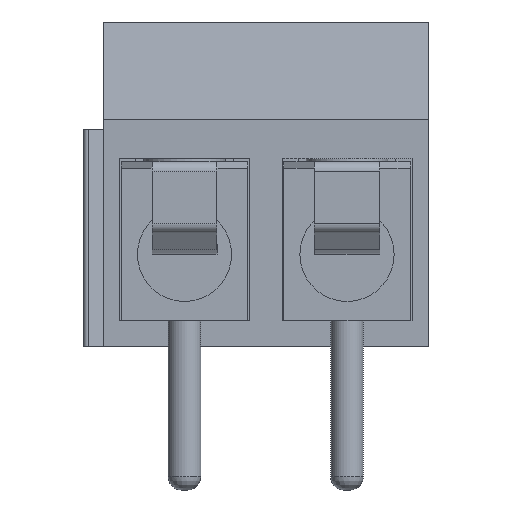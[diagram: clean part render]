
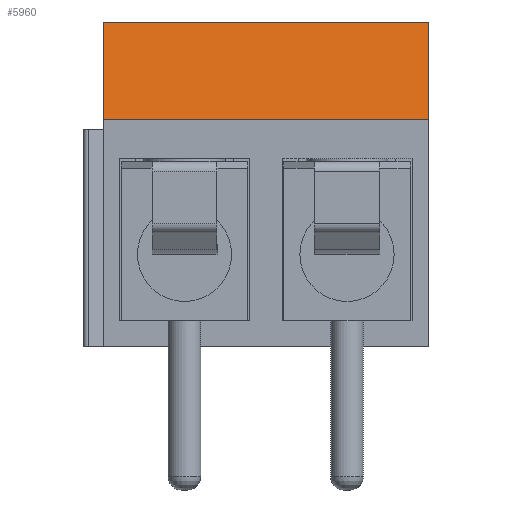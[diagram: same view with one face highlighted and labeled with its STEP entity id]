
A CAD part, front view. The second image highlights one B-rep face of the part: STEP entity #5960.
In plain terms, the highlighted planar face has unit normal (0, -0.981, 0.196).
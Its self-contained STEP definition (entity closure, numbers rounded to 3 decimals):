
#2214 = PLANE('',#2215);
#2215 = AXIS2_PLACEMENT_3D('',#2216,#2217,#2218);
#2216 = CARTESIAN_POINT('',(5.,-3.1,0.));
#2217 = DIRECTION('',(-0.,-1.,0.));
#2218 = DIRECTION('',(0.,0.,1.));
#3859 = VERTEX_POINT('',#3860);
#3860 = CARTESIAN_POINT('',(5.,-3.1,7.));
#3874 = PLANE('',#3875);
#3875 = AXIS2_PLACEMENT_3D('',#3876,#3877,#3878);
#3876 = CARTESIAN_POINT('',(5.,0.,0.));
#3877 = DIRECTION('',(-1.,0.,0.));
#3878 = DIRECTION('',(0.,0.,-1.));
#3886 = EDGE_CURVE('',#3859,#3887,#3889,.T.);
#3887 = VERTEX_POINT('',#3888);
#3888 = CARTESIAN_POINT('',(-5.,-3.1,7.));
#3889 = SURFACE_CURVE('',#3890,(#3894,#3901),.PCURVE_S1.);
#3890 = LINE('',#3891,#3892);
#3891 = CARTESIAN_POINT('',(5.,-3.1,7.));
#3892 = VECTOR('',#3893,1.);
#3893 = DIRECTION('',(-1.,0.,0.));
#3894 = PCURVE('',#2214,#3895);
#3895 = DEFINITIONAL_REPRESENTATION('',(#3896),#3900);
#3896 = LINE('',#3897,#3898);
#3897 = CARTESIAN_POINT('',(7.,0.));
#3898 = VECTOR('',#3899,1.);
#3899 = DIRECTION('',(0.,1.));
#3900 = ( GEOMETRIC_REPRESENTATION_CONTEXT(2) 
PARAMETRIC_REPRESENTATION_CONTEXT() REPRESENTATION_CONTEXT('2D SPACE',''
  ) );
#3901 = PCURVE('',#3902,#3907);
#3902 = PLANE('',#3903);
#3903 = AXIS2_PLACEMENT_3D('',#3904,#3905,#3906);
#3904 = CARTESIAN_POINT('',(5.,-3.1,7.));
#3905 = DIRECTION('',(0.,-0.981,0.196));
#3906 = DIRECTION('',(0.,0.196,0.981));
#3907 = DEFINITIONAL_REPRESENTATION('',(#3908),#3912);
#3908 = LINE('',#3909,#3910);
#3909 = CARTESIAN_POINT('',(0.,0.));
#3910 = VECTOR('',#3911,1.);
#3911 = DIRECTION('',(0.,1.));
#3912 = ( GEOMETRIC_REPRESENTATION_CONTEXT(2) 
PARAMETRIC_REPRESENTATION_CONTEXT() REPRESENTATION_CONTEXT('2D SPACE',''
  ) );
#3930 = PLANE('',#3931);
#3931 = AXIS2_PLACEMENT_3D('',#3932,#3933,#3934);
#3932 = CARTESIAN_POINT('',(-5.,0.,0.));
#3933 = DIRECTION('',(-1.,0.,0.));
#3934 = DIRECTION('',(0.,0.,-1.));
#5911 = VERTEX_POINT('',#5912);
#5912 = CARTESIAN_POINT('',(5.,-2.5,10.));
#5926 = PLANE('',#5927);
#5927 = AXIS2_PLACEMENT_3D('',#5928,#5929,#5930);
#5928 = CARTESIAN_POINT('',(5.,-2.5,10.));
#5929 = DIRECTION('',(0.,0.,1.));
#5930 = DIRECTION('',(0.,1.,0.));
#5938 = EDGE_CURVE('',#3859,#5911,#5939,.T.);
#5939 = SURFACE_CURVE('',#5940,(#5944,#5951),.PCURVE_S1.);
#5940 = LINE('',#5941,#5942);
#5941 = CARTESIAN_POINT('',(5.,-3.1,7.));
#5942 = VECTOR('',#5943,1.);
#5943 = DIRECTION('',(0.,0.196,0.981));
#5944 = PCURVE('',#3874,#5945);
#5945 = DEFINITIONAL_REPRESENTATION('',(#5946),#5950);
#5946 = LINE('',#5947,#5948);
#5947 = CARTESIAN_POINT('',(-7.,3.1));
#5948 = VECTOR('',#5949,1.);
#5949 = DIRECTION('',(-0.981,-0.196));
#5950 = ( GEOMETRIC_REPRESENTATION_CONTEXT(2) 
PARAMETRIC_REPRESENTATION_CONTEXT() REPRESENTATION_CONTEXT('2D SPACE',''
  ) );
#5951 = PCURVE('',#3902,#5952);
#5952 = DEFINITIONAL_REPRESENTATION('',(#5953),#5957);
#5953 = LINE('',#5954,#5955);
#5954 = CARTESIAN_POINT('',(0.,0.));
#5955 = VECTOR('',#5956,1.);
#5956 = DIRECTION('',(1.,0.));
#5957 = ( GEOMETRIC_REPRESENTATION_CONTEXT(2) 
PARAMETRIC_REPRESENTATION_CONTEXT() REPRESENTATION_CONTEXT('2D SPACE',''
  ) );
#5960 = ADVANCED_FACE('',(#5961),#3902,.T.);
#5961 = FACE_BOUND('',#5962,.T.);
#5962 = EDGE_LOOP('',(#5963,#5964,#5987,#6008));
#5963 = ORIENTED_EDGE('',*,*,#5938,.T.);
#5964 = ORIENTED_EDGE('',*,*,#5965,.T.);
#5965 = EDGE_CURVE('',#5911,#5966,#5968,.T.);
#5966 = VERTEX_POINT('',#5967);
#5967 = CARTESIAN_POINT('',(-5.,-2.5,10.));
#5968 = SURFACE_CURVE('',#5969,(#5973,#5980),.PCURVE_S1.);
#5969 = LINE('',#5970,#5971);
#5970 = CARTESIAN_POINT('',(5.,-2.5,10.));
#5971 = VECTOR('',#5972,1.);
#5972 = DIRECTION('',(-1.,0.,0.));
#5973 = PCURVE('',#3902,#5974);
#5974 = DEFINITIONAL_REPRESENTATION('',(#5975),#5979);
#5975 = LINE('',#5976,#5977);
#5976 = CARTESIAN_POINT('',(3.059,0.));
#5977 = VECTOR('',#5978,1.);
#5978 = DIRECTION('',(0.,1.));
#5979 = ( GEOMETRIC_REPRESENTATION_CONTEXT(2) 
PARAMETRIC_REPRESENTATION_CONTEXT() REPRESENTATION_CONTEXT('2D SPACE',''
  ) );
#5980 = PCURVE('',#5926,#5981);
#5981 = DEFINITIONAL_REPRESENTATION('',(#5982),#5986);
#5982 = LINE('',#5983,#5984);
#5983 = CARTESIAN_POINT('',(0.,0.));
#5984 = VECTOR('',#5985,1.);
#5985 = DIRECTION('',(0.,1.));
#5986 = ( GEOMETRIC_REPRESENTATION_CONTEXT(2) 
PARAMETRIC_REPRESENTATION_CONTEXT() REPRESENTATION_CONTEXT('2D SPACE',''
  ) );
#5987 = ORIENTED_EDGE('',*,*,#5988,.F.);
#5988 = EDGE_CURVE('',#3887,#5966,#5989,.T.);
#5989 = SURFACE_CURVE('',#5990,(#5994,#6001),.PCURVE_S1.);
#5990 = LINE('',#5991,#5992);
#5991 = CARTESIAN_POINT('',(-5.,-3.1,7.));
#5992 = VECTOR('',#5993,1.);
#5993 = DIRECTION('',(0.,0.196,0.981));
#5994 = PCURVE('',#3902,#5995);
#5995 = DEFINITIONAL_REPRESENTATION('',(#5996),#6000);
#5996 = LINE('',#5997,#5998);
#5997 = CARTESIAN_POINT('',(0.,10.));
#5998 = VECTOR('',#5999,1.);
#5999 = DIRECTION('',(1.,0.));
#6000 = ( GEOMETRIC_REPRESENTATION_CONTEXT(2) 
PARAMETRIC_REPRESENTATION_CONTEXT() REPRESENTATION_CONTEXT('2D SPACE',''
  ) );
#6001 = PCURVE('',#3930,#6002);
#6002 = DEFINITIONAL_REPRESENTATION('',(#6003),#6007);
#6003 = LINE('',#6004,#6005);
#6004 = CARTESIAN_POINT('',(-7.,3.1));
#6005 = VECTOR('',#6006,1.);
#6006 = DIRECTION('',(-0.981,-0.196));
#6007 = ( GEOMETRIC_REPRESENTATION_CONTEXT(2) 
PARAMETRIC_REPRESENTATION_CONTEXT() REPRESENTATION_CONTEXT('2D SPACE',''
  ) );
#6008 = ORIENTED_EDGE('',*,*,#3886,.F.);
